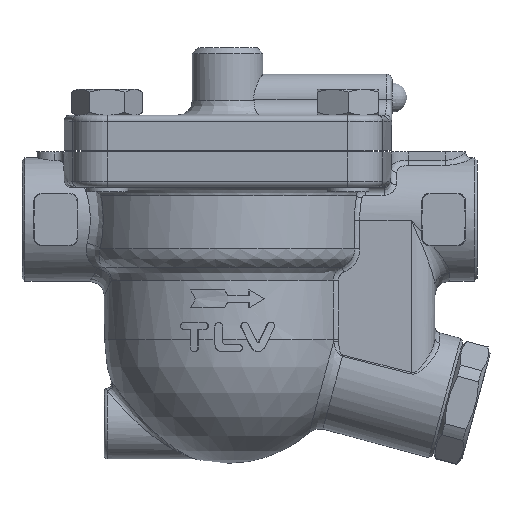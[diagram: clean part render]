
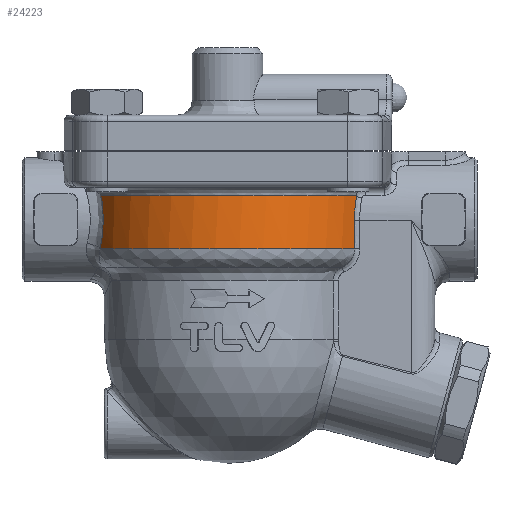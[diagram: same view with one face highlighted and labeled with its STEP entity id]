
A CAD part, front view. The second image highlights one B-rep face of the part: STEP entity #24223.
In plain terms, the highlighted cylindrical face has radius 48.5 mm (diameter 97 mm), a partial arc.
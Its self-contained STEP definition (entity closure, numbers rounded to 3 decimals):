
#602=CARTESIAN_POINT('',(-43.349,-21.75,-21.018));
#603=VERTEX_POINT('',#602);
#912=CARTESIAN_POINT('',(-43.003,-22.427,-3.));
#913=VERTEX_POINT('',#912);
#914=CARTESIAN_POINT('',(-43.349,-21.75,-21.018));
#915=CARTESIAN_POINT('',(-43.147,-22.154,-19.952));
#916=CARTESIAN_POINT('',(-42.788,-22.841,-17.735));
#917=CARTESIAN_POINT('',(-42.506,-23.357,-14.826));
#918=CARTESIAN_POINT('',(-42.399,-23.55,-12.475));
#919=CARTESIAN_POINT('',(-42.371,-23.599,-10.123));
#920=CARTESIAN_POINT('',(-42.467,-23.428,-7.748));
#921=CARTESIAN_POINT('',(-42.678,-23.04,-5.424));
#922=CARTESIAN_POINT('',(-42.85,-22.72,-4.039));
#923=CARTESIAN_POINT('',(-42.967,-22.497,-3.241));
#924=CARTESIAN_POINT('',(-43.003,-22.427,-3.));
#925=B_SPLINE_CURVE_WITH_KNOTS('',3,(#914,#915,#916,#917,#918,#919,#920,#921,#922,#923,#924),.UNSPECIFIED.,.F.,.U.,(4,1,1,1,1,1,1,1,4),(16.531,16.883,17.236,17.413,17.589,17.942,18.118,18.294,18.371),.UNSPECIFIED.);
#926=EDGE_CURVE('',#603,#913,#925,.T.);
#4005=CARTESIAN_POINT('',(43.856,-20.71,-3.));
#4006=VERTEX_POINT('',#4005);
#4007=CARTESIAN_POINT('',(0.,0.0,-3.));
#4008=DIRECTION('',(0.0,0.0,1.0));
#4009=DIRECTION('',(-1.0,0.0,0.0));
#4010=AXIS2_PLACEMENT_3D('',#4007,#4008,#4009);
#4011=CIRCLE('',#4010,48.5);
#4012=EDGE_CURVE('',#913,#4006,#4011,.T.);
#21888=CARTESIAN_POINT('',(43.24,-21.968,-21.018));
#21889=VERTEX_POINT('',#21888);
#21960=CARTESIAN_POINT('',(43.179,-22.087,-11.294));
#21961=VERTEX_POINT('',#21960);
#21969=CARTESIAN_POINT('',(0.,0.0,-1810.477));
#21970=DIRECTION('',(0.,1.,0.012));
#21971=DIRECTION('',(0.,-0.012,1.));
#21972=AXIS2_PLACEMENT_3D('',#21969,#21970,#21971);
#21973=ELLIPSE('',#21972,3951.,48.5);
#21974=EDGE_CURVE('',#21961,#21889,#21973,.T.);
#22037=CARTESIAN_POINT('',(43.856,-20.71,-3.));
#22038=CARTESIAN_POINT('',(43.73,-20.976,-3.748));
#22039=CARTESIAN_POINT('',(43.507,-21.436,-5.279));
#22040=CARTESIAN_POINT('',(43.239,-21.972,-8.046));
#22041=CARTESIAN_POINT('',(43.171,-22.102,-10.082));
#22042=CARTESIAN_POINT('',(43.179,-22.087,-11.294));
#22043=B_SPLINE_CURVE_WITH_KNOTS('',3,(#22037,#22038,#22039,#22040,#22041,#22042),.UNSPECIFIED.,.F.,.U.,(4,1,1,4),(-0.849,-0.606,-0.364,0.0),.UNSPECIFIED.);
#22044=EDGE_CURVE('',#4006,#21961,#22043,.T.);
#24201=CARTESIAN_POINT('',(0.,0.0,-21.018));
#24202=DIRECTION('',(0.0,0.0,-1.0));
#24203=DIRECTION('',(1.0,0.0,0.0));
#24204=AXIS2_PLACEMENT_3D('',#24201,#24202,#24203);
#24205=CIRCLE('',#24204,48.5);
#24206=EDGE_CURVE('',#21889,#603,#24205,.T.);
#24211=CARTESIAN_POINT('',(0.,0.0,-14.));
#24212=DIRECTION('',(0.,0.0,1.0));
#24213=DIRECTION('',(1.0,0.0,0.0));
#24214=AXIS2_PLACEMENT_3D('',#24211,#24212,#24213);
#24215=CYLINDRICAL_SURFACE('',#24214,48.5);
#24216=ORIENTED_EDGE('',*,*,#926,.F.);
#24217=ORIENTED_EDGE('',*,*,#24206,.F.);
#24218=ORIENTED_EDGE('',*,*,#21974,.F.);
#24219=ORIENTED_EDGE('',*,*,#22044,.F.);
#24220=ORIENTED_EDGE('',*,*,#4012,.F.);
#24221=EDGE_LOOP('',(#24216,#24217,#24218,#24219,#24220));
#24222=FACE_OUTER_BOUND('',#24221,.T.);
#24223=ADVANCED_FACE('',(#24222),#24215,.T.);
